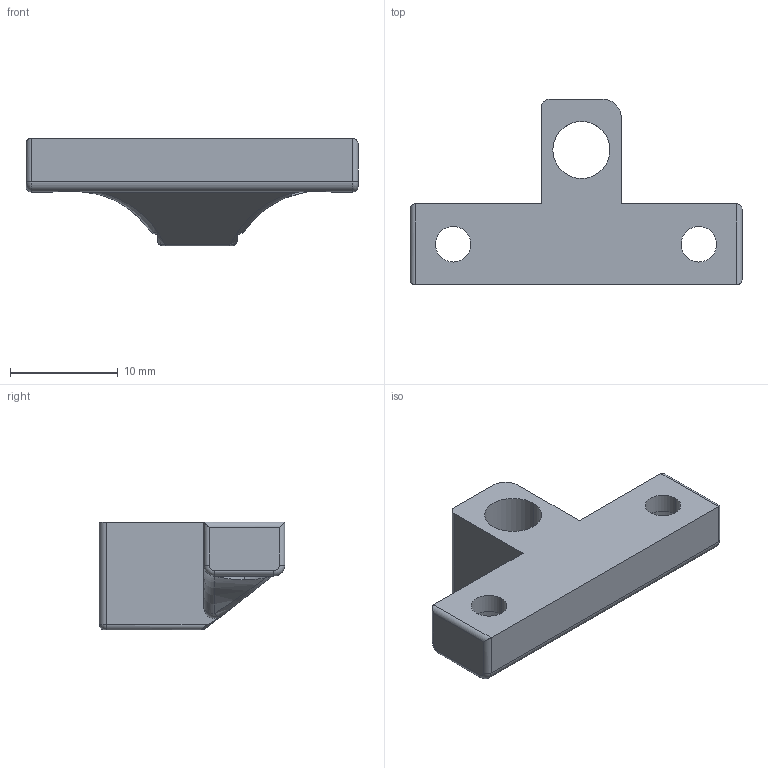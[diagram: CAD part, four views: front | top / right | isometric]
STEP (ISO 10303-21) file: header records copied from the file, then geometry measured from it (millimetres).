
FILE_DESCRIPTION (( 'STEP AP214' ), '1' );
FILE_NAME ('B_Z_offset.STEP', '2024-10-12T22:38:56', ( '' ), ( '' ), 'SwSTEP 2.0', 'SolidWorks 2024', '' );
FILE_SCHEMA (( 'AUTOMOTIVE_DESIGN' ));
Length unit declared in the file: millimetre
Products named in the file (1): B_Z_offset
Bounding box: 30.8 x 17.2 x 10 mm (x, y, z)
Volume: 1606.2 mm3; surface area: 1467.6 mm2
Topology: 1 solids, 1 shells, 61 faces, 155 edges, 96 vertices
Faces by surface type: cylinder 29, plane 16, torus 10, bspline 4, sphere 2
Entity records: 2046 total; most frequent: CARTESIAN_POINT 577, ORIENTED_EDGE 310, DIRECTION 303, EDGE_CURVE 155, AXIS2_PLACEMENT_3D 124, VERTEX_POINT 96, EDGE_LOOP 67, CIRCLE 66
